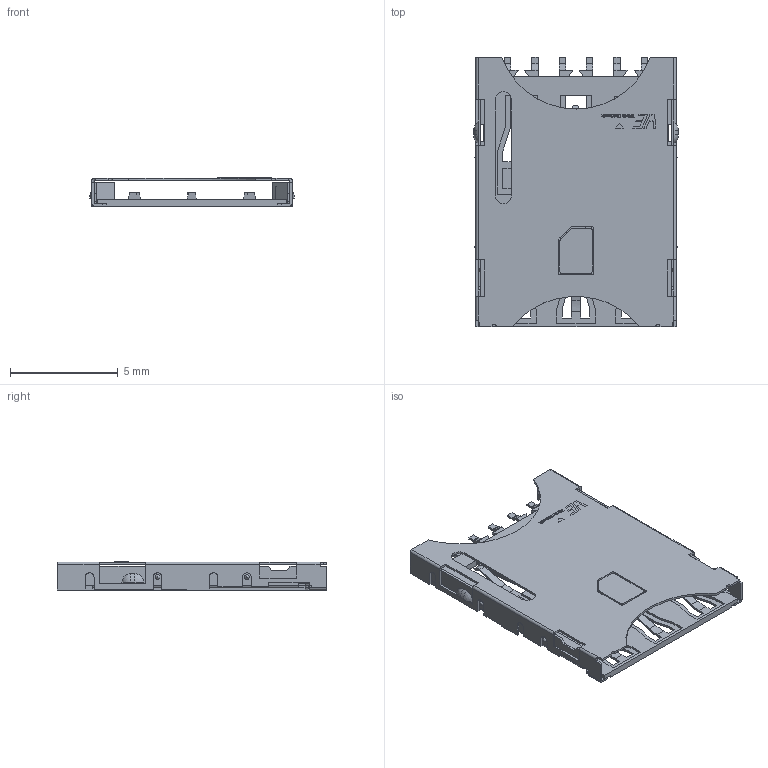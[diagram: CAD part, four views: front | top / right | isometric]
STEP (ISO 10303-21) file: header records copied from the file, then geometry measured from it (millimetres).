
FILE_DESCRIPTION(/* description */ (''),/* implementation_level */ '2;1');
FILE_NAME(/* name */ '1.stp',/* time_stamp */ '2020-08-07T11:44:14+02:00',/* author */ ('k'),/* organization */ (''),/* preprocessor_version */ 'ST-DEVELOPER v15.6',/* originating_system */ 'Autodesk Inventor 2015',/* authorisation */ '');
FILE_SCHEMA (('AUTOMOTIVE_DESIGN { 1 0 10303 214 3 1 1 }'));
Length unit declared in the file: millimetre
Products named in the file (7): 693043020611; 693043020611_1; 693043020611_SHIELDING; Wurth Elektonik Logo 1; Wurth Elektonik Logo; 693043020611 (rev1); 1
Bounding box: 9.5 x 12.5 x 1.3 mm (x, y, z)
Volume: 35.5 mm3; surface area: 609.3 mm2
Topology: 25 solids, 25 shells, 1275 faces, 3692 edges, 2436 vertices
Faces by surface type: plane 1058, cylinder 144, bspline 61, sphere 8, torus 4
Full cylindrical faces by diameter (mm): 0.01 x4, 0.21 x4
Entity records: 41985 total; most frequent: CARTESIAN_POINT 8293, ORIENTED_EDGE 7344, DIRECTION 6332, EDGE_CURVE 3672, LINE 3222, VECTOR 3222, VERTEX_POINT 2436, AXIS2_PLACEMENT_3D 1555
